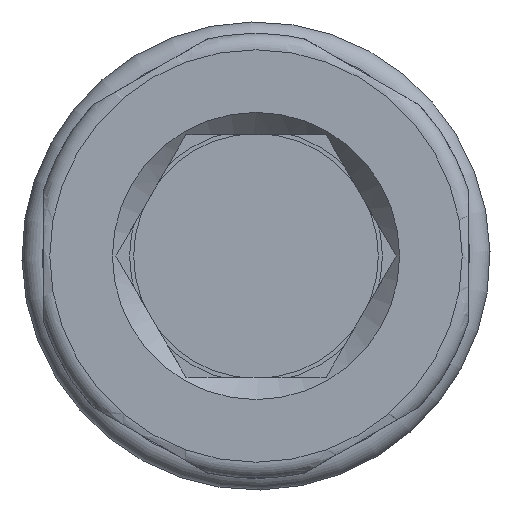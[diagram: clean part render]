
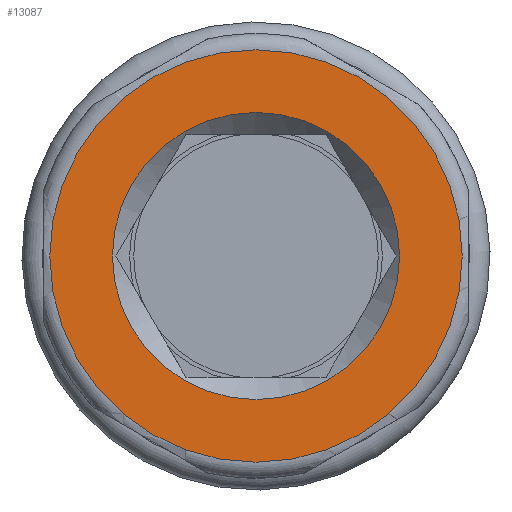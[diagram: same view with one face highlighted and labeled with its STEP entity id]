
A CAD part, left-side view. The second image highlights one B-rep face of the part: STEP entity #13087.
In plain terms, the highlighted planar face has unit normal (-1, 0, 0).
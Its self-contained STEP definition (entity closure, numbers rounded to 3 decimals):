
#438=PLANE('',#13862);
#693=FACE_BOUND('',#1500,.T.);
#764=FACE_OUTER_BOUND('',#1499,.T.);
#1499=EDGE_LOOP('',(#8516,#8517));
#1500=EDGE_LOOP('',(#8518));
#2302=CIRCLE('',#13861,7.1);
#2303=CIRCLE('',#13863,10.2);
#2304=CIRCLE('',#13864,10.2);
#5154=VERTEX_POINT('',#21744);
#5155=VERTEX_POINT('',#21748);
#5156=VERTEX_POINT('',#21749);
#6505=EDGE_CURVE('',#5154,#5154,#2302,.T.);
#6507=EDGE_CURVE('',#5155,#5156,#2303,.T.);
#6508=EDGE_CURVE('',#5156,#5155,#2304,.T.);
#8516=ORIENTED_EDGE('',*,*,#6507,.F.);
#8517=ORIENTED_EDGE('',*,*,#6508,.F.);
#8518=ORIENTED_EDGE('',*,*,#6505,.F.);
#13087=ADVANCED_FACE('',(#764,#693),#438,.T.);
#13861=AXIS2_PLACEMENT_3D('',#21745,#14592,#14593);
#13862=AXIS2_PLACEMENT_3D('',#21747,#14595,#14596);
#13863=AXIS2_PLACEMENT_3D('',#21750,#14597,#14598);
#13864=AXIS2_PLACEMENT_3D('',#21751,#14599,#14600);
#14592=DIRECTION('center_axis',(-1.,0.,0.));
#14593=DIRECTION('ref_axis',(0.,-1.,0.));
#14595=DIRECTION('center_axis',(-1.,0.,0.));
#14596=DIRECTION('ref_axis',(0.,0.,1.));
#14597=DIRECTION('center_axis',(1.,0.,0.));
#14598=DIRECTION('ref_axis',(0.,-1.,0.));
#14599=DIRECTION('center_axis',(1.,0.,0.));
#14600=DIRECTION('ref_axis',(0.,-1.,0.));
#21744=CARTESIAN_POINT('',(0.,7.1,0.));
#21745=CARTESIAN_POINT('Origin',(0.,0.,0.));
#21747=CARTESIAN_POINT('Origin',(0.,8.5,0.));
#21748=CARTESIAN_POINT('',(0.,10.2,0.));
#21749=CARTESIAN_POINT('',(0.,0.,10.2));
#21750=CARTESIAN_POINT('Origin',(0.,0.,0.));
#21751=CARTESIAN_POINT('Origin',(0.,0.,0.));
